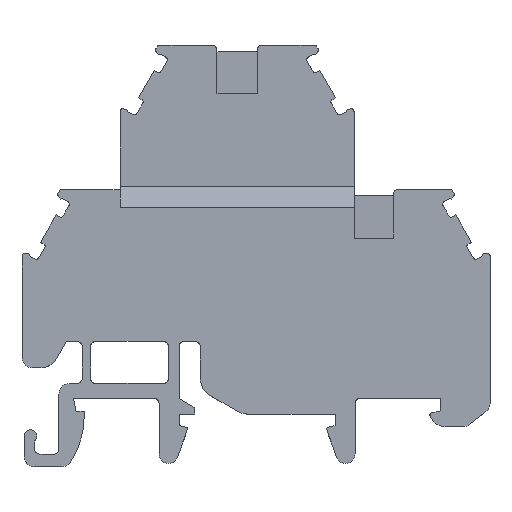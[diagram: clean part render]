
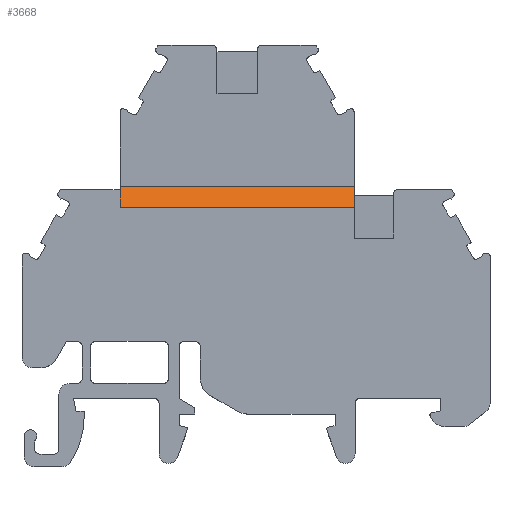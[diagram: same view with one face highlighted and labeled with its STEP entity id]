
A CAD part, top view. The second image highlights one B-rep face of the part: STEP entity #3668.
In plain terms, the highlighted planar face has unit normal (0, 0.707, 0.707).
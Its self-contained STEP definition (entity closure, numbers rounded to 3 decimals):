
#258=DIRECTION('',(1.,0.,0.));
#259=VECTOR('',#258,22.2);
#260=CARTESIAN_POINT('',(-11.1,21.6,4.2));
#261=LINE('',#260,#259);
#294=DIRECTION('',(0.,0.707,-0.707));
#295=VECTOR('',#294,2.828);
#296=CARTESIAN_POINT('',(11.1,19.6,6.2));
#297=LINE('',#296,#295);
#362=DIRECTION('',(0.,0.707,-0.707));
#363=VECTOR('',#362,0.424);
#364=CARTESIAN_POINT('',(-11.1,21.3,4.5));
#365=LINE('',#364,#363);
#434=DIRECTION('',(1.,0.,0.));
#435=VECTOR('',#434,22.2);
#436=CARTESIAN_POINT('',(-11.1,19.6,6.2));
#437=LINE('',#436,#435);
#1930=DIRECTION('',(0.,0.707,-0.707));
#1931=VECTOR('',#1930,2.404);
#1932=CARTESIAN_POINT('',(-11.1,19.6,6.2));
#1933=LINE('',#1932,#1931);
#3011=CARTESIAN_POINT('',(-11.1,19.6,6.2));
#3013=VERTEX_POINT('',#3011);
#3014=CARTESIAN_POINT('',(11.1,19.6,6.2));
#3015=VERTEX_POINT('',#3014);
#3016=CARTESIAN_POINT('',(11.1,21.6,4.2));
#3017=VERTEX_POINT('',#3016);
#3110=CARTESIAN_POINT('',(-11.1,21.3,4.5));
#3111=CARTESIAN_POINT('',(-11.1,21.6,4.2));
#3112=VERTEX_POINT('',#3110);
#3113=VERTEX_POINT('',#3111);
#3654=CARTESIAN_POINT('',(-11.1,19.6,6.2));
#3655=DIRECTION('',(0.,-0.707,-0.707));
#3656=DIRECTION('',(0.,0.707,-0.707));
#3657=AXIS2_PLACEMENT_3D('',#3654,#3655,#3656);
#3658=PLANE('',#3657);
#3660=ORIENTED_EDGE('',*,*,#3659,.F.);
#3662=ORIENTED_EDGE('',*,*,#3661,.T.);
#3663=ORIENTED_EDGE('',*,*,#3631,.T.);
#3664=ORIENTED_EDGE('',*,*,#3395,.T.);
#3665=ORIENTED_EDGE('',*,*,#3505,.F.);
#3666=EDGE_LOOP('',(#3660,#3662,#3663,#3664,#3665));
#3667=FACE_OUTER_BOUND('',#3666,.F.);
#3395=EDGE_CURVE('',#3113,#3017,#261,.T.);
#3505=EDGE_CURVE('',#3015,#3017,#297,.T.);
#3631=EDGE_CURVE('',#3112,#3113,#365,.T.);
#3659=EDGE_CURVE('',#3013,#3015,#437,.T.);
#3661=EDGE_CURVE('',#3013,#3112,#1933,.T.);
#3668=ADVANCED_FACE('',(#3667),#3658,.F.);
